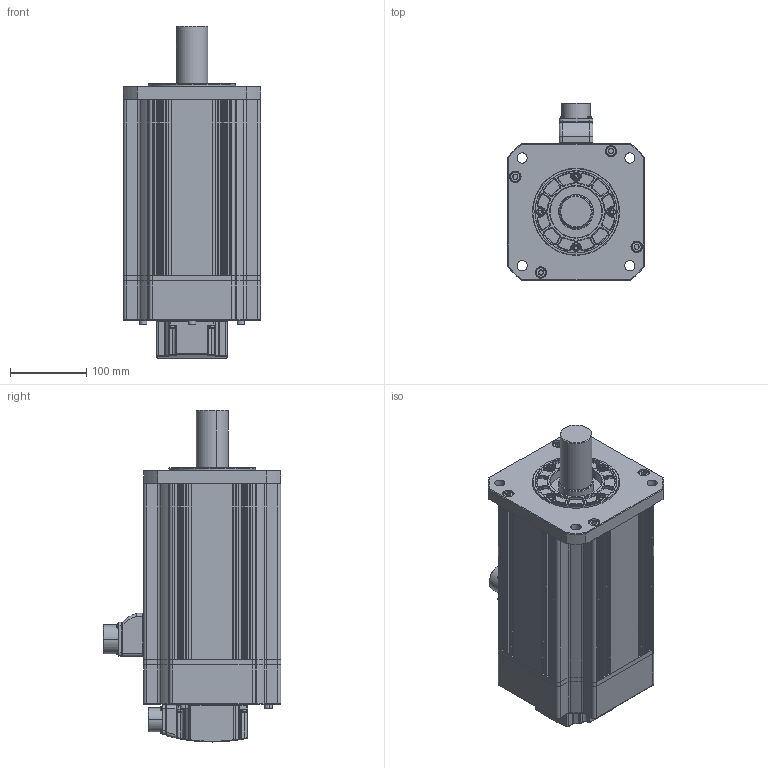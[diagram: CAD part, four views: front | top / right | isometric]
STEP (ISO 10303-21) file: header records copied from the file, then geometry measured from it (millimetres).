
FILE_DESCRIPTION (( 'STEP AP214' ), '1' );
FILE_NAME ('FM18GA004G04_Out Line(APM-FF75D_N2,FF60G_N2,FF44M_N2).STEP', '2018-12-05T06:28:10', ( '' ), ( '' ), 'SwSTEP 2.0', 'SolidWorks 2011', '' );
FILE_SCHEMA (( 'AUTOMOTIVE_DESIGN' ));
Length unit declared in the file: millimetre
Products named in the file (1): FM18GA004G04_Out Line(APM-FF75D_N2,FF60G_N2,FF44M_N2)
Bounding box: 180 x 233 x 435.9 mm (x, y, z)
Volume: 9176497.3 mm3; surface area: 671207.7 mm2
Topology: 63 solids, 63 shells, 2518 faces, 6292 edges, 3975 vertices
Faces by surface type: cylinder 957, plane 823, cone 283, torus 261, bspline 194
Entity records: 114301 total; most frequent: CARTESIAN_POINT 25401, DIRECTION 13058, ORIENTED_EDGE 12452, EDGE_CURVE 6226, AXIS2_PLACEMENT_3D 5090, VERTEX_POINT 3975, LINE 2878, VECTOR 2878
